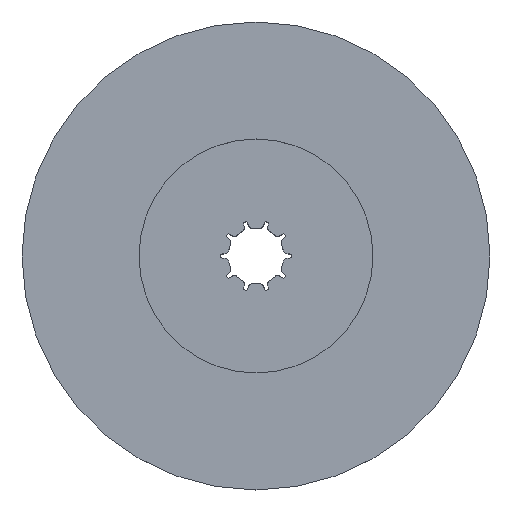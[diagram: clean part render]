
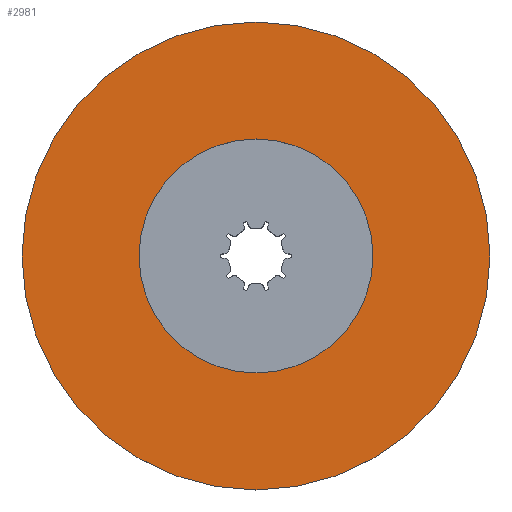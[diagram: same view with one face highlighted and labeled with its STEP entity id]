
A CAD part, top view. The second image highlights one B-rep face of the part: STEP entity #2981.
In plain terms, the highlighted planar face has unit normal (0, 0, 1).
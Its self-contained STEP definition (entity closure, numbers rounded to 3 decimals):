
#225 = DIRECTION ( 'NONE',  ( 0., 0., 1. ) ) ;
#1179 = CIRCLE ( 'NONE', #8420, 30. ) ;
#1279 = DIRECTION ( 'NONE',  ( 1., 0., 0. ) ) ;
#1424 = FACE_BOUND ( 'NONE', #3076, .T. ) ;
#2118 = VERTEX_POINT ( 'NONE', #2224 ) ;
#2224 = CARTESIAN_POINT ( 'NONE',  ( -30., 0., 0.5 ) ) ;
#2981 = ADVANCED_FACE ( 'NONE', ( #1424, #5374 ), #6407, .F. ) ;
#3076 = EDGE_LOOP ( 'NONE', ( #9629, #12087 ) ) ;
#3520 = EDGE_CURVE ( 'NONE', #2118, #4563, #5122, .T. ) ;
#3720 = CARTESIAN_POINT ( 'NONE',  ( 0., 15., 0.5 ) ) ;
#3804 = CARTESIAN_POINT ( 'NONE',  ( 0., 0., 0.5 ) ) ;
#3880 = DIRECTION ( 'NONE',  ( 0., 0., 1. ) ) ;
#4563 = VERTEX_POINT ( 'NONE', #13252 ) ;
#5122 = CIRCLE ( 'NONE', #9410, 30. ) ;
#5356 = DIRECTION ( 'NONE',  ( 1., 0., 0. ) ) ;
#5374 = FACE_OUTER_BOUND ( 'NONE', #8742, .T. ) ;
#5432 = EDGE_CURVE ( 'NONE', #16121, #7030, #9008, .T. ) ;
#6407 = PLANE ( 'NONE',  #7545 ) ;
#6632 = ORIENTED_EDGE ( 'NONE', *, *, #3520, .T. ) ;
#6650 = DIRECTION ( 'NONE',  ( -1., 0., 0. ) ) ;
#6829 = AXIS2_PLACEMENT_3D ( 'NONE', #3804, #3880, #1279 ) ;
#7030 = VERTEX_POINT ( 'NONE', #15487 ) ;
#7107 = EDGE_CURVE ( 'NONE', #4563, #2118, #1179, .T. ) ;
#7440 = EDGE_CURVE ( 'NONE', #7030, #16121, #14069, .T. ) ;
#7545 = AXIS2_PLACEMENT_3D ( 'NONE', #3720, #8832, #6650 ) ;
#8264 = DIRECTION ( 'NONE',  ( 0., 0., 1. ) ) ;
#8420 = AXIS2_PLACEMENT_3D ( 'NONE', #16520, #8546, #10136 ) ;
#8546 = DIRECTION ( 'NONE',  ( 0., 0., 1. ) ) ;
#8742 = EDGE_LOOP ( 'NONE', ( #13142, #6632 ) ) ;
#8832 = DIRECTION ( 'NONE',  ( 0., 0., -1. ) ) ;
#8954 = CARTESIAN_POINT ( 'NONE',  ( 15., 0., 0.5 ) ) ;
#9008 = CIRCLE ( 'NONE', #14382, 15. ) ;
#9302 = CARTESIAN_POINT ( 'NONE',  ( 0., 0., 0.5 ) ) ;
#9410 = AXIS2_PLACEMENT_3D ( 'NONE', #9302, #225, #5356 ) ;
#9629 = ORIENTED_EDGE ( 'NONE', *, *, #5432, .F. ) ;
#10136 = DIRECTION ( 'NONE',  ( 1., 0., 0. ) ) ;
#11204 = CARTESIAN_POINT ( 'NONE',  ( 0., 0., 0.5 ) ) ;
#12087 = ORIENTED_EDGE ( 'NONE', *, *, #7440, .F. ) ;
#13142 = ORIENTED_EDGE ( 'NONE', *, *, #7107, .T. ) ;
#13252 = CARTESIAN_POINT ( 'NONE',  ( 30., 0., 0.5 ) ) ;
#14069 = CIRCLE ( 'NONE', #6829, 15. ) ;
#14382 = AXIS2_PLACEMENT_3D ( 'NONE', #11204, #8264, #16078 ) ;
#15487 = CARTESIAN_POINT ( 'NONE',  ( -15., 0., 0.5 ) ) ;
#16078 = DIRECTION ( 'NONE',  ( 1., 0., 0. ) ) ;
#16121 = VERTEX_POINT ( 'NONE', #8954 ) ;
#16520 = CARTESIAN_POINT ( 'NONE',  ( 0., 0., 0.5 ) ) ;
